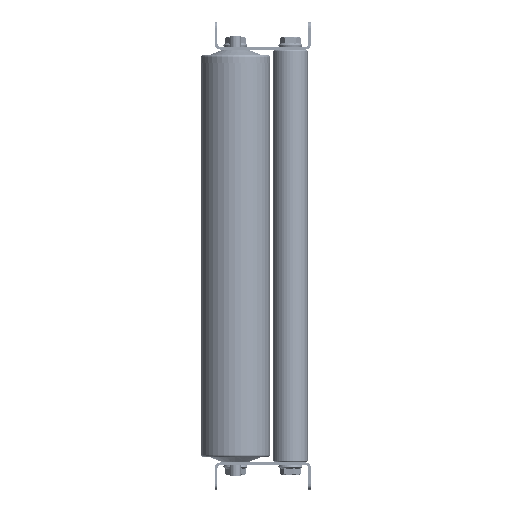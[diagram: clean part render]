
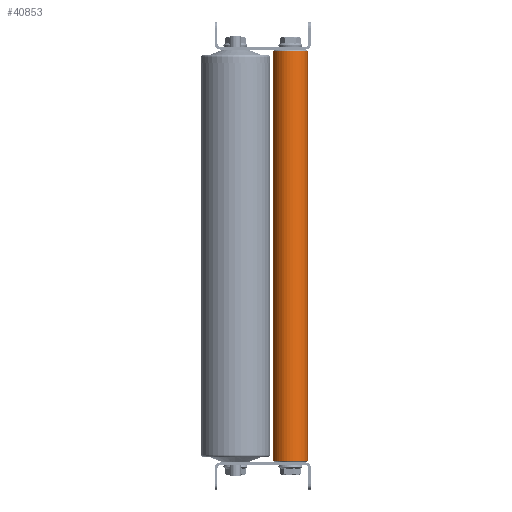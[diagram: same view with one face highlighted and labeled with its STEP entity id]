
A CAD part, left-side view. The second image highlights one B-rep face of the part: STEP entity #40853.
In plain terms, the highlighted cylindrical face has radius 12.5 mm (diameter 25 mm), a partial arc.
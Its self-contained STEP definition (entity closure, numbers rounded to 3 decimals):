
#275 = CIRCLE ( 'NONE', #60027, 12.5 ) ;
#844 = VERTEX_POINT ( 'NONE', #43800 ) ;
#3189 = DIRECTION ( 'NONE',  ( -1., 0., 0. ) ) ;
#4630 = CYLINDRICAL_SURFACE ( 'NONE', #51140, 12.5 ) ;
#6050 = EDGE_CURVE ( 'NONE', #52944, #48403, #11157, .T. ) ;
#6670 = ORIENTED_EDGE ( 'NONE', *, *, #6050, .T. ) ;
#7124 = DIRECTION ( 'NONE',  ( 1., 0., 0. ) ) ;
#9889 = DIRECTION ( 'NONE',  ( -1., 0., 0. ) ) ;
#11157 = CIRCLE ( 'NONE', #56251, 12.5 ) ;
#13850 = CARTESIAN_POINT ( 'NONE',  ( 300., 0., 0. ) ) ;
#14184 = CARTESIAN_POINT ( 'NONE',  ( 1., 0., 12.5 ) ) ;
#17313 = DIRECTION ( 'NONE',  ( 0., 0., -1. ) ) ;
#18298 = LINE ( 'NONE', #63257, #59395 ) ;
#20120 = ORIENTED_EDGE ( 'NONE', *, *, #34852, .F. ) ;
#21772 = EDGE_LOOP ( 'NONE', ( #6670, #62872, #27047, #20120 ) ) ;
#21914 = CARTESIAN_POINT ( 'NONE',  ( 1., 0., 0. ) ) ;
#23015 = LINE ( 'NONE', #43052, #56986 ) ;
#27047 = ORIENTED_EDGE ( 'NONE', *, *, #63514, .T. ) ;
#32383 = CARTESIAN_POINT ( 'NONE',  ( 299., 0., 0. ) ) ;
#34852 = EDGE_CURVE ( 'NONE', #52944, #43774, #23015, .T. ) ;
#39484 = CARTESIAN_POINT ( 'NONE',  ( 299., 0., 12.5 ) ) ;
#40853 = ADVANCED_FACE ( 'NONE', ( #59450 ), #4630, .T. ) ;
#42241 = DIRECTION ( 'NONE',  ( 0., 0., -1. ) ) ;
#43052 = CARTESIAN_POINT ( 'NONE',  ( 300., 0., 12.5 ) ) ;
#43774 = VERTEX_POINT ( 'NONE', #14184 ) ;
#43800 = CARTESIAN_POINT ( 'NONE',  ( 1., 0., -12.5 ) ) ;
#48403 = VERTEX_POINT ( 'NONE', #61534 ) ;
#49098 = EDGE_CURVE ( 'NONE', #48403, #844, #18298, .T. ) ;
#51140 = AXIS2_PLACEMENT_3D ( 'NONE', #13850, #9889, #64389 ) ;
#52375 = DIRECTION ( 'NONE',  ( -1., 0., 0. ) ) ;
#52944 = VERTEX_POINT ( 'NONE', #39484 ) ;
#56251 = AXIS2_PLACEMENT_3D ( 'NONE', #32383, #52375, #42241 ) ;
#56986 = VECTOR ( 'NONE', #63041, 1000. ) ;
#59395 = VECTOR ( 'NONE', #3189, 1000. ) ;
#59450 = FACE_OUTER_BOUND ( 'NONE', #21772, .T. ) ;
#60027 = AXIS2_PLACEMENT_3D ( 'NONE', #21914, #7124, #17313 ) ;
#61534 = CARTESIAN_POINT ( 'NONE',  ( 299., 0., -12.5 ) ) ;
#62872 = ORIENTED_EDGE ( 'NONE', *, *, #49098, .T. ) ;
#63041 = DIRECTION ( 'NONE',  ( -1., 0., 0. ) ) ;
#63257 = CARTESIAN_POINT ( 'NONE',  ( 300., 0., -12.5 ) ) ;
#63514 = EDGE_CURVE ( 'NONE', #844, #43774, #275, .T. ) ;
#64389 = DIRECTION ( 'NONE',  ( 0., 0., 1. ) ) ;
